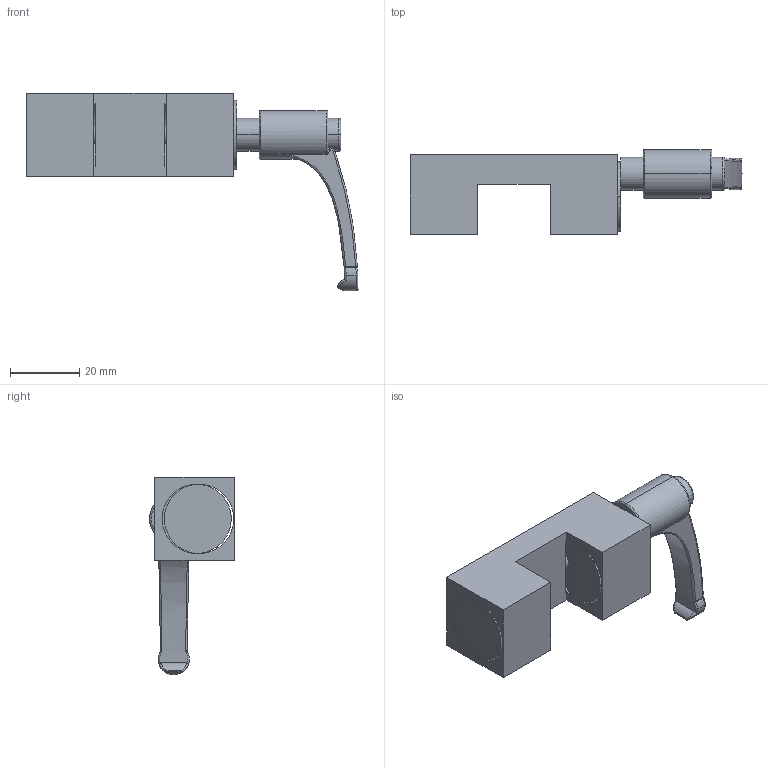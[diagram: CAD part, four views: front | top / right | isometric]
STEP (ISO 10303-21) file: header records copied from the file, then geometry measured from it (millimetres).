
FILE_DESCRIPTION (( 'STEP AP214' ), '1' );
FILE_NAME ('hand-clamp-RCS-20-Rollco.step', '2021-06-17T07:55:05', ( '' ), ( '' ), 'SwSTEP 2.0', 'SolidWorks 2010', '' );
FILE_SCHEMA (( 'AUTOMOTIVE_DESIGN' ));
Length unit declared in the file: millimetre
Products named in the file (5): block-RCS-20-Rollco_RCS-20-Rollco; cylinder-RCS-20-Rollco_RCS-20-Rollco; threaded-cylinder-RCS-20-Rollco_RCS-20-Rollco; lever-RCS-20-Rollco_RCS-20-Rollco; hand-clamp-RCS-20-Rollco
Assembly tree (4 placements, depth 2):
  hand-clamp-RCS-20-Rollco
    lever-RCS-20-Rollco_RCS-20-Rollco
    threaded-cylinder-RCS-20-Rollco_RCS-20-Rollco
    cylinder-RCS-20-Rollco_RCS-20-Rollco
    block-RCS-20-Rollco_RCS-20-Rollco
Bounding box: 95.8 x 24.5 x 57 mm (x, y, z)
Volume: 30553.7 mm3; surface area: 16528.4 mm2
Topology: 4 solids, 4 shells, 124 faces, 305 edges, 185 vertices
Faces by surface type: cylinder 50, plane 29, bspline 24, cone 10, torus 9, sphere 2
Entity records: 5281 total; most frequent: CARTESIAN_POINT 2318, ORIENTED_EDGE 590, DIRECTION 572, EDGE_CURVE 295, AXIS2_PLACEMENT_3D 233, VERTEX_POINT 185, EDGE_LOOP 138, CIRCLE 126
